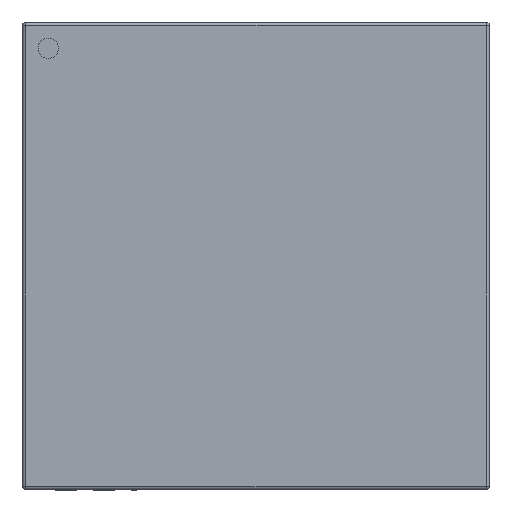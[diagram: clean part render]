
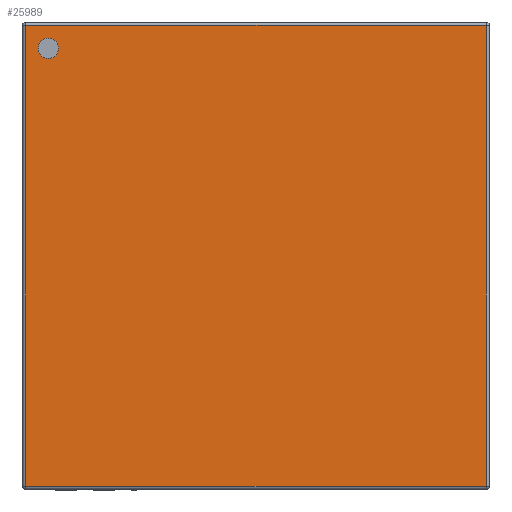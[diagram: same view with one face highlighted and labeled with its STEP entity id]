
A CAD part, top view. The second image highlights one B-rep face of the part: STEP entity #25989.
In plain terms, the highlighted planar face has unit normal (0, 0, 1).
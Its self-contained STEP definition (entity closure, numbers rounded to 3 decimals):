
#5862 = CYLINDRICAL_SURFACE('',#5863,0.05);
#5863 = AXIS2_PLACEMENT_3D('',#5864,#5865,#5866);
#5864 = CARTESIAN_POINT('',(-3.99,3.94,0.83));
#5865 = DIRECTION('',(1.,0.,0.));
#5866 = DIRECTION('',(0.,1.,0.));
#22149 = VERTEX_POINT('',#22150);
#22150 = CARTESIAN_POINT('',(-3.94,3.94,0.88));
#22172 = EDGE_CURVE('',#22149,#22173,#22175,.T.);
#22173 = VERTEX_POINT('',#22174);
#22174 = CARTESIAN_POINT('',(3.94,3.94,0.88));
#22175 = SURFACE_CURVE('',#22176,(#22180,#22187),.PCURVE_S1.);
#22176 = LINE('',#22177,#22178);
#22177 = CARTESIAN_POINT('',(-3.99,3.94,0.88));
#22178 = VECTOR('',#22179,1.);
#22179 = DIRECTION('',(1.,0.,0.));
#22180 = PCURVE('',#5862,#22181);
#22181 = DEFINITIONAL_REPRESENTATION('',(#22182),#22186);
#22182 = LINE('',#22183,#22184);
#22183 = CARTESIAN_POINT('',(1.571,0.));
#22184 = VECTOR('',#22185,1.);
#22185 = DIRECTION('',(0.,1.));
#22186 = ( GEOMETRIC_REPRESENTATION_CONTEXT(2) 
PARAMETRIC_REPRESENTATION_CONTEXT() REPRESENTATION_CONTEXT('2D SPACE',''
  ) );
#22187 = PCURVE('',#22188,#22193);
#22188 = PLANE('',#22189);
#22189 = AXIS2_PLACEMENT_3D('',#22190,#22191,#22192);
#22190 = CARTESIAN_POINT('',(-3.99,-3.99,0.88));
#22191 = DIRECTION('',(0.,0.,1.));
#22192 = DIRECTION('',(1.,0.,0.));
#22193 = DEFINITIONAL_REPRESENTATION('',(#22194),#22198);
#22194 = LINE('',#22195,#22196);
#22195 = CARTESIAN_POINT('',(0.,7.93));
#22196 = VECTOR('',#22197,1.);
#22197 = DIRECTION('',(1.,0.));
#22198 = ( GEOMETRIC_REPRESENTATION_CONTEXT(2) 
PARAMETRIC_REPRESENTATION_CONTEXT() REPRESENTATION_CONTEXT('2D SPACE',''
  ) );
#22585 = CYLINDRICAL_SURFACE('',#22586,0.05);
#22586 = AXIS2_PLACEMENT_3D('',#22587,#22588,#22589);
#22587 = CARTESIAN_POINT('',(-3.94,3.94,0.83));
#22588 = DIRECTION('',(-0.,-1.,-0.));
#22589 = DIRECTION('',(-1.,0.,0.));
#22944 = CYLINDRICAL_SURFACE('',#22945,0.05);
#22945 = AXIS2_PLACEMENT_3D('',#22946,#22947,#22948);
#22946 = CARTESIAN_POINT('',(-3.99,-3.94,0.83));
#22947 = DIRECTION('',(1.,0.,0.));
#22948 = DIRECTION('',(0.,-1.,0.));
#24903 = CYLINDRICAL_SURFACE('',#24904,0.05);
#24904 = AXIS2_PLACEMENT_3D('',#24905,#24906,#24907);
#24905 = CARTESIAN_POINT('',(3.94,-3.94,0.83));
#24906 = DIRECTION('',(0.,1.,0.));
#24907 = DIRECTION('',(0.,0.,1.));
#25989 = ADVANCED_FACE('',(#25990,#26060),#22188,.T.);
#25990 = FACE_BOUND('',#25991,.T.);
#25991 = EDGE_LOOP('',(#25992,#26017,#26038,#26039));
#25992 = ORIENTED_EDGE('',*,*,#25993,.T.);
#25993 = EDGE_CURVE('',#25994,#25996,#25998,.T.);
#25994 = VERTEX_POINT('',#25995);
#25995 = CARTESIAN_POINT('',(-3.94,-3.94,0.88));
#25996 = VERTEX_POINT('',#25997);
#25997 = CARTESIAN_POINT('',(3.94,-3.94,0.88));
#25998 = SURFACE_CURVE('',#25999,(#26003,#26010),.PCURVE_S1.);
#25999 = LINE('',#26000,#26001);
#26000 = CARTESIAN_POINT('',(-3.99,-3.94,0.88));
#26001 = VECTOR('',#26002,1.);
#26002 = DIRECTION('',(1.,0.,0.));
#26003 = PCURVE('',#22188,#26004);
#26004 = DEFINITIONAL_REPRESENTATION('',(#26005),#26009);
#26005 = LINE('',#26006,#26007);
#26006 = CARTESIAN_POINT('',(0.,0.05));
#26007 = VECTOR('',#26008,1.);
#26008 = DIRECTION('',(1.,0.));
#26009 = ( GEOMETRIC_REPRESENTATION_CONTEXT(2) 
PARAMETRIC_REPRESENTATION_CONTEXT() REPRESENTATION_CONTEXT('2D SPACE',''
  ) );
#26010 = PCURVE('',#22944,#26011);
#26011 = DEFINITIONAL_REPRESENTATION('',(#26012),#26016);
#26012 = LINE('',#26013,#26014);
#26013 = CARTESIAN_POINT('',(-1.571,0.));
#26014 = VECTOR('',#26015,1.);
#26015 = DIRECTION('',(-0.,1.));
#26016 = ( GEOMETRIC_REPRESENTATION_CONTEXT(2) 
PARAMETRIC_REPRESENTATION_CONTEXT() REPRESENTATION_CONTEXT('2D SPACE',''
  ) );
#26017 = ORIENTED_EDGE('',*,*,#26018,.T.);
#26018 = EDGE_CURVE('',#25996,#22173,#26019,.T.);
#26019 = SURFACE_CURVE('',#26020,(#26024,#26031),.PCURVE_S1.);
#26020 = LINE('',#26021,#26022);
#26021 = CARTESIAN_POINT('',(3.94,-3.94,0.88));
#26022 = VECTOR('',#26023,1.);
#26023 = DIRECTION('',(0.,1.,0.));
#26024 = PCURVE('',#22188,#26025);
#26025 = DEFINITIONAL_REPRESENTATION('',(#26026),#26030);
#26026 = LINE('',#26027,#26028);
#26027 = CARTESIAN_POINT('',(7.93,0.05));
#26028 = VECTOR('',#26029,1.);
#26029 = DIRECTION('',(0.,1.));
#26030 = ( GEOMETRIC_REPRESENTATION_CONTEXT(2) 
PARAMETRIC_REPRESENTATION_CONTEXT() REPRESENTATION_CONTEXT('2D SPACE',''
  ) );
#26031 = PCURVE('',#24903,#26032);
#26032 = DEFINITIONAL_REPRESENTATION('',(#26033),#26037);
#26033 = LINE('',#26034,#26035);
#26034 = CARTESIAN_POINT('',(0.,0.));
#26035 = VECTOR('',#26036,1.);
#26036 = DIRECTION('',(0.,1.));
#26037 = ( GEOMETRIC_REPRESENTATION_CONTEXT(2) 
PARAMETRIC_REPRESENTATION_CONTEXT() REPRESENTATION_CONTEXT('2D SPACE',''
  ) );
#26038 = ORIENTED_EDGE('',*,*,#22172,.F.);
#26039 = ORIENTED_EDGE('',*,*,#26040,.T.);
#26040 = EDGE_CURVE('',#22149,#25994,#26041,.T.);
#26041 = SURFACE_CURVE('',#26042,(#26046,#26053),.PCURVE_S1.);
#26042 = LINE('',#26043,#26044);
#26043 = CARTESIAN_POINT('',(-3.94,3.94,0.88));
#26044 = VECTOR('',#26045,1.);
#26045 = DIRECTION('',(-0.,-1.,-0.));
#26046 = PCURVE('',#22188,#26047);
#26047 = DEFINITIONAL_REPRESENTATION('',(#26048),#26052);
#26048 = LINE('',#26049,#26050);
#26049 = CARTESIAN_POINT('',(0.05,7.93));
#26050 = VECTOR('',#26051,1.);
#26051 = DIRECTION('',(-0.,-1.));
#26052 = ( GEOMETRIC_REPRESENTATION_CONTEXT(2) 
PARAMETRIC_REPRESENTATION_CONTEXT() REPRESENTATION_CONTEXT('2D SPACE',''
  ) );
#26053 = PCURVE('',#22585,#26054);
#26054 = DEFINITIONAL_REPRESENTATION('',(#26055),#26059);
#26055 = LINE('',#26056,#26057);
#26056 = CARTESIAN_POINT('',(-1.571,0.));
#26057 = VECTOR('',#26058,1.);
#26058 = DIRECTION('',(-0.,1.));
#26059 = ( GEOMETRIC_REPRESENTATION_CONTEXT(2) 
PARAMETRIC_REPRESENTATION_CONTEXT() REPRESENTATION_CONTEXT('2D SPACE',''
  ) );
#26060 = FACE_BOUND('',#26061,.T.);
#26061 = EDGE_LOOP('',(#26062));
#26062 = ORIENTED_EDGE('',*,*,#26063,.F.);
#26063 = EDGE_CURVE('',#26064,#26064,#26066,.T.);
#26064 = VERTEX_POINT('',#26065);
#26065 = CARTESIAN_POINT('',(-3.375,-3.55,0.88));
#26066 = SURFACE_CURVE('',#26067,(#26072,#26079),.PCURVE_S1.);
#26067 = CIRCLE('',#26068,0.175);
#26068 = AXIS2_PLACEMENT_3D('',#26069,#26070,#26071);
#26069 = CARTESIAN_POINT('',(-3.55,-3.55,0.88));
#26070 = DIRECTION('',(0.,0.,1.));
#26071 = DIRECTION('',(1.,0.,0.));
#26072 = PCURVE('',#22188,#26073);
#26073 = DEFINITIONAL_REPRESENTATION('',(#26074),#26078);
#26074 = CIRCLE('',#26075,0.175);
#26075 = AXIS2_PLACEMENT_2D('',#26076,#26077);
#26076 = CARTESIAN_POINT('',(0.44,0.44));
#26077 = DIRECTION('',(1.,0.));
#26078 = ( GEOMETRIC_REPRESENTATION_CONTEXT(2) 
PARAMETRIC_REPRESENTATION_CONTEXT() REPRESENTATION_CONTEXT('2D SPACE',''
  ) );
#26079 = PCURVE('',#26080,#26085);
#26080 = CYLINDRICAL_SURFACE('',#26081,0.175);
#26081 = AXIS2_PLACEMENT_3D('',#26082,#26083,#26084);
#26082 = CARTESIAN_POINT('',(-3.55,-3.55,0.88));
#26083 = DIRECTION('',(-0.,-0.,-1.));
#26084 = DIRECTION('',(1.,0.,0.));
#26085 = DEFINITIONAL_REPRESENTATION('',(#26086),#26090);
#26086 = LINE('',#26087,#26088);
#26087 = CARTESIAN_POINT('',(-0.,0.));
#26088 = VECTOR('',#26089,1.);
#26089 = DIRECTION('',(-1.,0.));
#26090 = ( GEOMETRIC_REPRESENTATION_CONTEXT(2) 
PARAMETRIC_REPRESENTATION_CONTEXT() REPRESENTATION_CONTEXT('2D SPACE',''
  ) );
